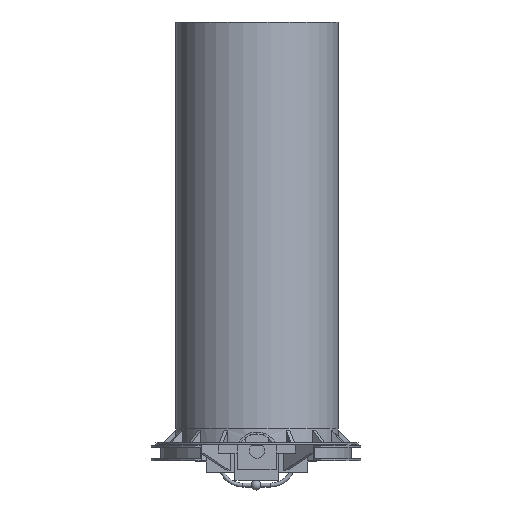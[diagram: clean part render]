
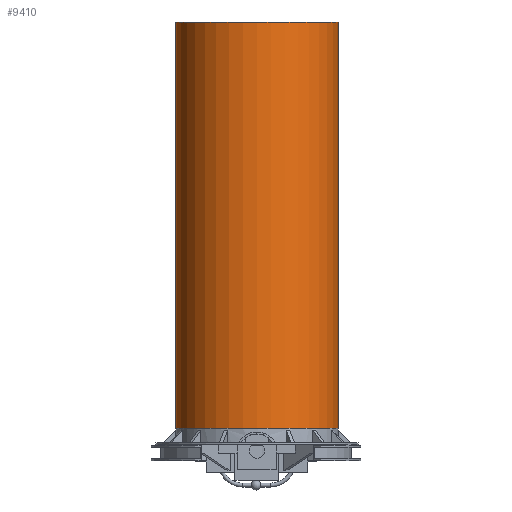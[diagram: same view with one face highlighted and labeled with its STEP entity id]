
A CAD part, top view. The second image highlights one B-rep face of the part: STEP entity #9410.
In plain terms, the highlighted cylindrical face has radius 85 mm (diameter 170 mm), a partial arc.
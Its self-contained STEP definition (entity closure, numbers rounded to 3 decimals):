
#8410=CARTESIAN_POINT('',(1.1,26.,0.));
#8420=DIRECTION('',(0.,1.,0.));
#8430=DIRECTION('',(-1.,0.,0.));
#8440=AXIS2_PLACEMENT_3D('',#8410,#8420,#8430);
#8450=CIRCLE('',#8440,85.);
#8460=CARTESIAN_POINT('',(-83.9,26.,0.));
#8470=VERTEX_POINT('',#8460);
#8480=CARTESIAN_POINT('',(86.1,26.,0.));
#8490=VERTEX_POINT('',#8480);
#8500=EDGE_CURVE('',#8470,#8490,#8450,.T.);
#8770=CARTESIAN_POINT('',(1.1,451.,0.));
#8780=DIRECTION('',(0.,1.,0.));
#8790=DIRECTION('',(-1.,0.,0.));
#8800=AXIS2_PLACEMENT_3D('',#8770,#8780,#8790);
#8810=CIRCLE('',#8800,85.);
#8820=CARTESIAN_POINT('',(-83.9,451.,0.));
#8830=VERTEX_POINT('',#8820);
#8840=CARTESIAN_POINT('',(86.1,451.,0.));
#8850=VERTEX_POINT('',#8840);
#8860=EDGE_CURVE('',#8830,#8850,#8810,.T.);
#9130=CARTESIAN_POINT('',(-83.9,26.,0.));
#9140=DIRECTION('',(0.,1.,0.));
#9150=VECTOR('',#9140,1.);
#9160=LINE('',#9130,#9150);
#9170=EDGE_CURVE('',#8470,#8830,#9160,.T.);
#9200=CARTESIAN_POINT('',(86.1,26.,0.));
#9210=DIRECTION('',(0.,1.,0.));
#9220=VECTOR('',#9210,1.);
#9230=LINE('',#9200,#9220);
#9240=EDGE_CURVE('',#8490,#8850,#9230,.T.);
#9300=CARTESIAN_POINT('',(1.1,26.,0.));
#9310=DIRECTION('',(0.,1.,0.));
#9320=DIRECTION('',(-1.,0.,0.));
#9330=AXIS2_PLACEMENT_3D('',#9300,#9310,#9320);
#9340=CYLINDRICAL_SURFACE('',#9330,85.);
#9350=ORIENTED_EDGE('',*,*,#8860,.F.);
#9360=ORIENTED_EDGE('',*,*,#9240,.T.);
#9370=ORIENTED_EDGE('',*,*,#8500,.T.);
#9380=ORIENTED_EDGE('',*,*,#9170,.F.);
#9390=EDGE_LOOP('',(#9380,#9370,#9360,#9350));
#9400=FACE_OUTER_BOUND('',#9390,.T.);
#9410=ADVANCED_FACE('',(#9400),#9340,.T.);
